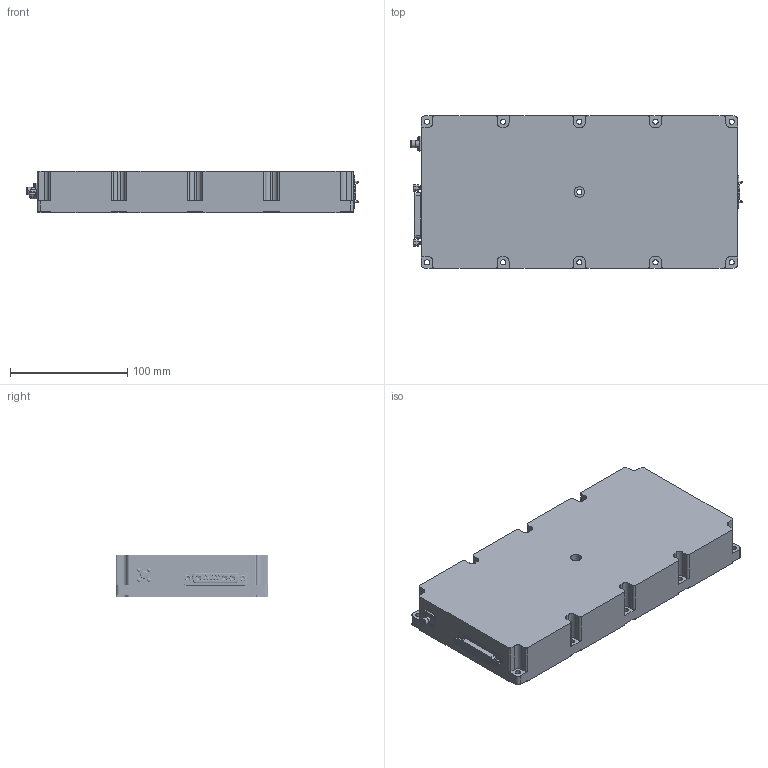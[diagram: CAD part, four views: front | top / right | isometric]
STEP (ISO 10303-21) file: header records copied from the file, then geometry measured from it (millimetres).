
FILE_DESCRIPTION (( 'STEP AP214' ), '1' );
FILE_NAME ('BP-HC-CW1.STEP', '2025-02-19T21:11:18', ( '' ), ( '' ), 'SwSTEP 2.0', 'SolidWorks 2021', '' );
FILE_SCHEMA (( 'AUTOMOTIVE_DESIGN' ));
Length unit declared in the file: inch
Products named in the file (1): BP-HC-CW1
Bounding box: 283.3 x 130 x 35 mm (x, y, z)
Volume: 1203678.5 mm3; surface area: 115210.8 mm2
Topology: 38 solids, 38 shells, 3995 faces, 10805 edges, 6978 vertices
Faces by surface type: plane 1772, cylinder 1557, bspline 389, cone 269, sphere 8
Entity records: 241889 total; most frequent: CARTESIAN_POINT 90838, ORIENTED_EDGE 21430, DIRECTION 19787, EDGE_CURVE 10715, AXIS2_PLACEMENT_3D 6984, VERTEX_POINT 6978, LINE 5819, VECTOR 5819
